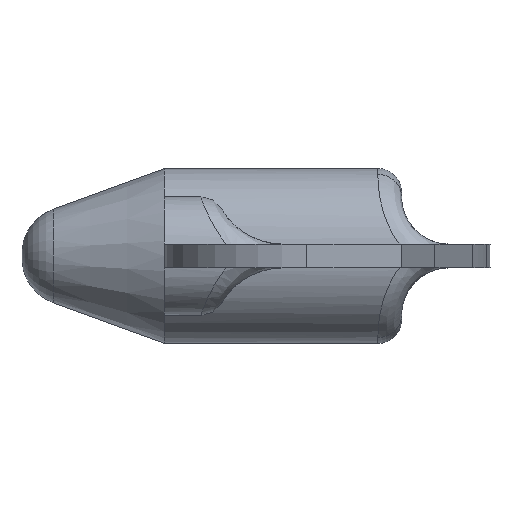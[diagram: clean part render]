
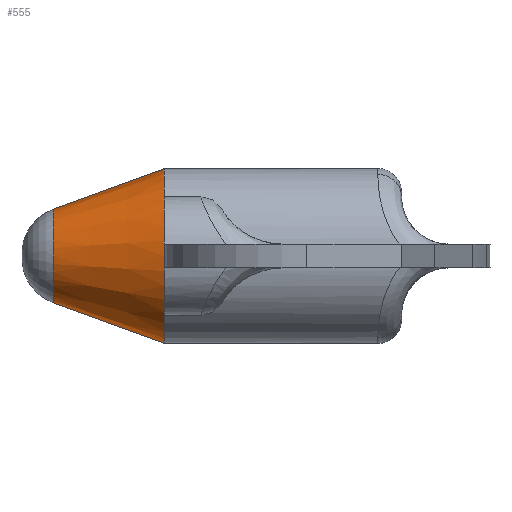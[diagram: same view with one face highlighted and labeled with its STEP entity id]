
A CAD part, left-side view. The second image highlights one B-rep face of the part: STEP entity #555.
In plain terms, the highlighted conical face has half-angle 20 degrees and reference radius 15.832 mm.
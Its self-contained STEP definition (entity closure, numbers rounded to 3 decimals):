
#340 = DIRECTION ( 'NONE',  ( 0., 0., -1. ) ) ;
#402 = CONICAL_SURFACE ( 'NONE', #3907, 15.832, 0.349 ) ;
#555 = ADVANCED_FACE ( 'NONE', ( #2274 ), #402, .T. ) ;
#602 = ORIENTED_EDGE ( 'NONE', *, *, #910, .T. ) ;
#620 = VERTEX_POINT ( 'NONE', #3935 ) ;
#820 = CARTESIAN_POINT ( 'NONE',  ( 0., 40., -29.471 ) ) ;
#877 = DIRECTION ( 'NONE',  ( 0., 1., 0. ) ) ;
#910 = EDGE_CURVE ( 'NONE', #620, #4151, #2072, .T. ) ;
#973 = CIRCLE ( 'NONE', #3905, 29.471 ) ;
#1237 = CARTESIAN_POINT ( 'NONE',  ( 0., 77.472, 0. ) ) ;
#1411 = VECTOR ( 'NONE', #3188, 1000. ) ;
#1499 = CARTESIAN_POINT ( 'NONE',  ( 0., 40., 0. ) ) ;
#1510 = EDGE_CURVE ( 'NONE', #3720, #4934, #2915, .T. ) ;
#1914 = CARTESIAN_POINT ( 'NONE',  ( 0., 77.472, 0. ) ) ;
#2072 = LINE ( 'NONE', #4343, #1411 ) ;
#2073 = EDGE_LOOP ( 'NONE', ( #4266, #3399, #602, #3273 ) ) ;
#2114 = CARTESIAN_POINT ( 'NONE',  ( 0., 77.472, 15.832 ) ) ;
#2274 = FACE_OUTER_BOUND ( 'NONE', #2073, .T. ) ;
#2505 = DIRECTION ( 'NONE',  ( 0., -0.94, 0.342 ) ) ;
#2595 = CIRCLE ( 'NONE', #2830, 15.832 ) ;
#2829 = CARTESIAN_POINT ( 'NONE',  ( 0., 40., 29.471 ) ) ;
#2830 = AXIS2_PLACEMENT_3D ( 'NONE', #1237, #877, #3570 ) ;
#2915 = LINE ( 'NONE', #2114, #3144 ) ;
#3144 = VECTOR ( 'NONE', #2505, 1000. ) ;
#3188 = DIRECTION ( 'NONE',  ( 0., -0.94, -0.342 ) ) ;
#3273 = ORIENTED_EDGE ( 'NONE', *, *, #3464, .T. ) ;
#3399 = ORIENTED_EDGE ( 'NONE', *, *, #3637, .F. ) ;
#3464 = EDGE_CURVE ( 'NONE', #4151, #4934, #973, .T. ) ;
#3570 = DIRECTION ( 'NONE',  ( 0., 0., 1. ) ) ;
#3637 = EDGE_CURVE ( 'NONE', #620, #3720, #2595, .T. ) ;
#3720 = VERTEX_POINT ( 'NONE', #4529 ) ;
#3882 = DIRECTION ( 'NONE',  ( 0., -1., 0. ) ) ;
#3905 = AXIS2_PLACEMENT_3D ( 'NONE', #1499, #4963, #4297 ) ;
#3907 = AXIS2_PLACEMENT_3D ( 'NONE', #1914, #3882, #340 ) ;
#3935 = CARTESIAN_POINT ( 'NONE',  ( 0., 77.472, -15.832 ) ) ;
#4151 = VERTEX_POINT ( 'NONE', #820 ) ;
#4266 = ORIENTED_EDGE ( 'NONE', *, *, #1510, .F. ) ;
#4297 = DIRECTION ( 'NONE',  ( 0., 0., 1. ) ) ;
#4343 = CARTESIAN_POINT ( 'NONE',  ( 0., 77.472, -15.832 ) ) ;
#4529 = CARTESIAN_POINT ( 'NONE',  ( 0., 77.472, 15.832 ) ) ;
#4934 = VERTEX_POINT ( 'NONE', #2829 ) ;
#4963 = DIRECTION ( 'NONE',  ( 0., 1., 0. ) ) ;
